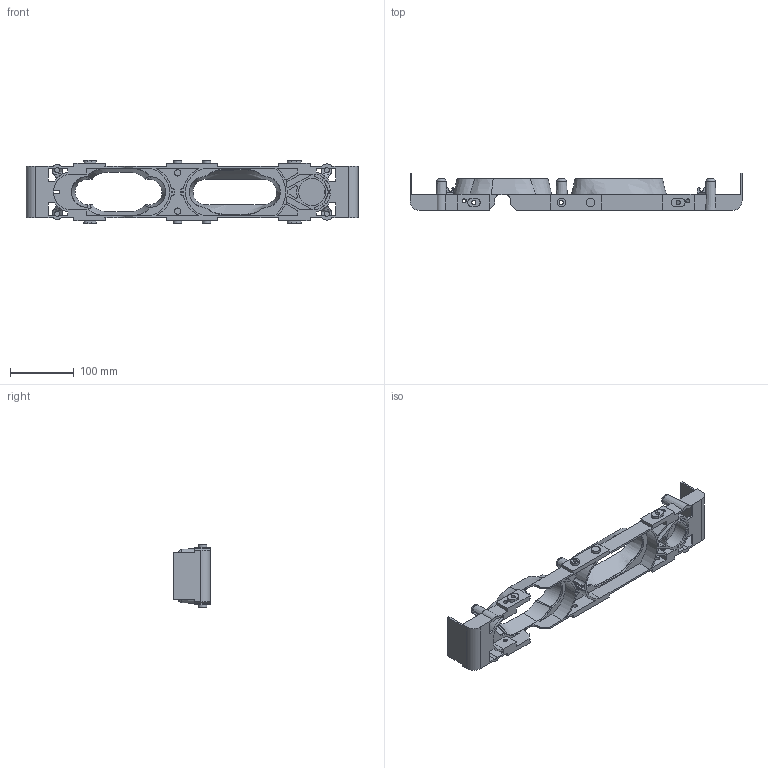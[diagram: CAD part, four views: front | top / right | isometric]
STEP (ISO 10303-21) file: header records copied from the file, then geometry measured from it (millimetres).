
FILE_DESCRIPTION(/* description */ (''),/* implementation_level */ '2;1');
FILE_NAME(/* name */ 'u profil_elec v58.step',/* time_stamp */ '2020-06-16T09:30:10+02:00',/* author */ (''),/* organization */ (''),/* preprocessor_version */ 'ST-DEVELOPER v18.1',/* originating_system */ 'Autodesk Translation Framework v9.3.0.1241',/* authorisation */ '');
FILE_SCHEMA (('AUTOMOTIVE_DESIGN { 1 0 10303 214 3 1 1 }'));
Length unit declared in the file: millimetre
Products named in the file (1): u profil_elec
Bounding box: 520 x 58 x 99 mm (x, y, z)
Volume: 327254.9 mm3; surface area: 203642.1 mm2
Topology: 3 solids, 3 shells, 485 faces, 1404 edges, 932 vertices
Faces by surface type: plane 268, cylinder 158, bspline 39, torus 14, cone 6
Full cylindrical faces by diameter (mm): 6 x8, 6.5 x8, 8.5 x4, 10 x2, 13.5 x4, 42.558 x1
Entity records: 21264 total; most frequent: CARTESIAN_POINT 8472, ORIENTED_EDGE 2806, DIRECTION 2524, EDGE_CURVE 1403, VERTEX_POINT 932, AXIS2_PLACEMENT_3D 865, LINE 794, VECTOR 794
